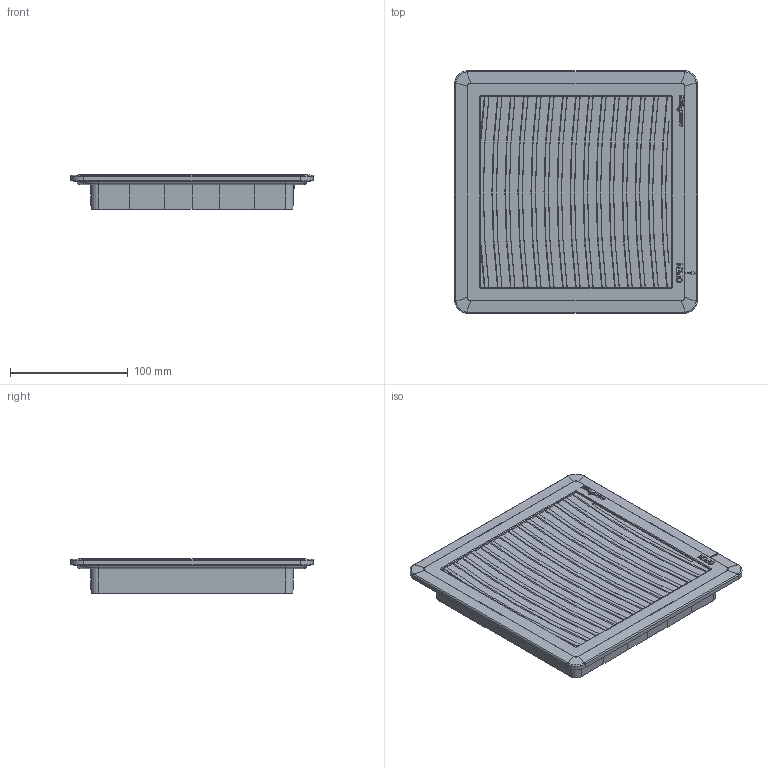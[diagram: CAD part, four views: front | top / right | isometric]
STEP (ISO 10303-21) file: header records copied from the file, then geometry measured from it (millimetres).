
FILE_DESCRIPTION(('CATIA V5 STEP Exchange'),'2;1');
FILE_NAME('Filter20 FanFreeDEMO.stp','2019-11-13T07:02:00+00:00',('none'),('none'),'CATIA Version 5 Release 20 SP 1 (IN-10)','CATIA V5 STEP AP203','none');
FILE_SCHEMA(('CONFIG_CONTROL_DESIGN'));
Length unit declared in the file: millimetre
Products named in the file (1): FTEC20-SPIDER AND LOUVER PART
Bounding box: 206 x 206 x 29.6 mm (x, y, z)
Volume: 896064.4 mm3; surface area: 117610.6 mm2
Topology: 1 solids, 1 shells, 752 faces, 2143 edges, 1414 vertices
Faces by surface type: plane 549, bspline 185, cylinder 10, torus 4, cone 4
Entity records: 26069 total; most frequent: CARTESIAN_POINT 8426, ORIENTED_EDGE 4286, DIRECTION 2717, EDGE_CURVE 2143, VECTOR 1617, LINE 1617, VERTEX_POINT 1414, EDGE_LOOP 773
